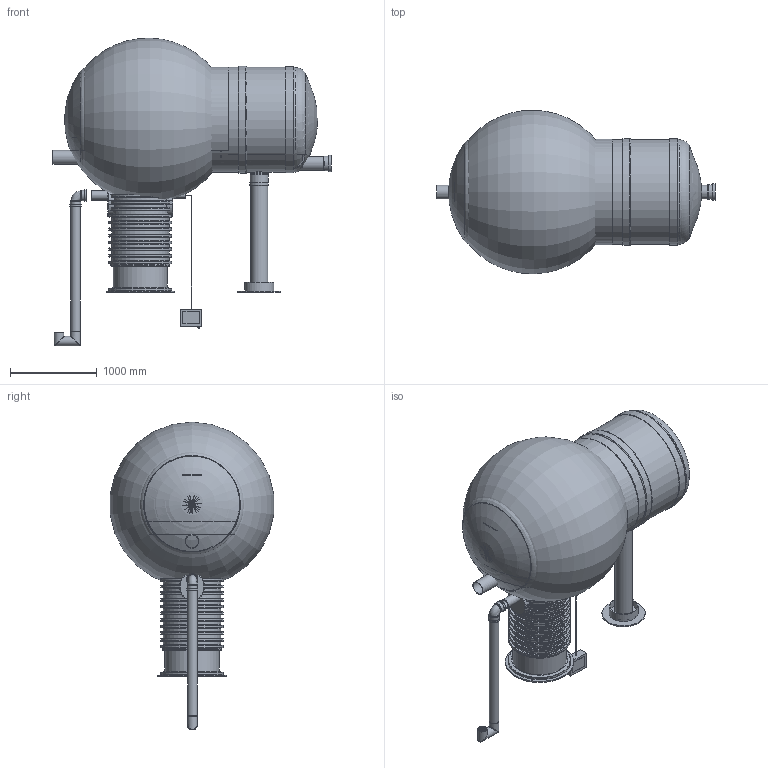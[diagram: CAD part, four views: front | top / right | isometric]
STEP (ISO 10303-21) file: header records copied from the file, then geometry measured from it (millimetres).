
FILE_DESCRIPTION(/* description */ ('Unknown'),/* implementation_level */ '2;1');
FILE_NAME(/* name */ 'Rasvaeraldaja NS7',/* time_stamp */ '2023-04-11T14:10:09+03:00',/* author */ ('Unknown'),/* organization */ ('Unknown'),/* preprocessor_version */ 'ST-DEVELOPER v18.1',/* originating_system */ 'Solid Edge',/* authorisation */ 'Unknown');
FILE_SCHEMA (('AUTOMOTIVE_DESIGN {1 0 10303 214 3 1 1}'));
Length unit declared in the file: millimetre
Products named in the file (39): Rasvaeraldaja NS7; 2258.001; 2258.002v2; 2258.003; Ribi1200; Muhvtoru160; Kolmik D160; 2258.004; 2258.005; 2258.006; 2258.007; muhvots_200; Polv160; D200 teenkaev 7.12.21; 2258.011; Sette maht; 2258.012; 2258.loikegaV2; Rasvakamber 2258; rasvakiht 2258; Malmluuk 315; 2697.001 tihend teeninduskaevule 670_var2; D665 KP silinder 26.04.19; 2693.001_var3_oa_0; RoundTubing 63x4.7_oa_1; Malmluuk_D600_(Ginmika); Malmluugi_korpus_D600_(Ginmika); Malmluugi_kaan_D600_(Ginmika); 2703.001; RoundTubing 110x6.6_oa_2; PE_vent_malm_L=1500; PVC_polv_110; PE venttoru DN100 L=1500; Rotoventiots; elektrikarp loikefotole; RoundTubing 25x2.3_oa_3; Ujuk_oa_4; Ujuk_oa_5; Ujuk_oa_6
Assembly tree (40 placements, depth 3):
  Rasvaeraldaja NS7
    2258.001
    2258.002v2
    2258.003
    Ribi1200  x2
    Muhvtoru160
    Kolmik D160
    2258.004
    2258.005
    2258.006
    2258.007
    muhvots_200
    Polv160
    D200 teenkaev 7.12.21
    2258.011
    Sette maht
    2258.012
    2258.loikegaV2
    Rasvakamber 2258
    rasvakiht 2258
    Malmluuk 315
    2697.001 tihend teeninduskaevule 670_var2  x2
    D665 KP silinder 26.04.19
    2693.001_var3_oa_0
    RoundTubing 63x4.7_oa_1
    Malmluuk_D600_(Ginmika)
      Malmluugi_korpus_D600_(Ginmika)
      Malmluugi_kaan_D600_(Ginmika)
    2703.001
    RoundTubing 110x6.6_oa_2
    PE_vent_malm_L=1500
      PVC_polv_110
      PE venttoru DN100 L=1500
      Rotoventiots
    elektrikarp loikefotole
    RoundTubing 25x2.3_oa_3
    Ujuk_oa_4
    Ujuk_oa_5
    Ujuk_oa_6
Bounding box: 3212 x 1889.12 x 3555.4 mm (x, y, z)
Volume: 3269327546.1 mm3; surface area: 81756382.6 mm2
Topology: 40 solids, 40 shells, 774 faces, 1768 edges, 1156 vertices
Faces by surface type: plane 304, cylinder 266, torus 156, bspline 23, cone 19, sphere 6
Full cylindrical faces by diameter (mm): 6 x1, 8.5 x3, 10 x31, 20 x1, 20.4 x1, 25 x1, 53.6 x1, 63 x1, 96.8 x1, 100 x2, 103.2 x3, 105 x1, 110 x9, 120 x2, 130 x2, 148 x7, 156 x1, 160 x15, 168 x2, 170 x6, 174 x3, 178 x2, 186 x3, 190 x4, 200 x4, 205 x1, 215 x1, 315 x1, 335 x1, 500 x1
Entity records: 23071 total; most frequent: CARTESIAN_POINT 6898, DIRECTION 3223, ORIENTED_EDGE 2592, AXIS2_PLACEMENT_3D 1449, EDGE_CURVE 1296, FACE_BOUND 1227, EDGE_LOOP 1224, VERTEX_POINT 1003
